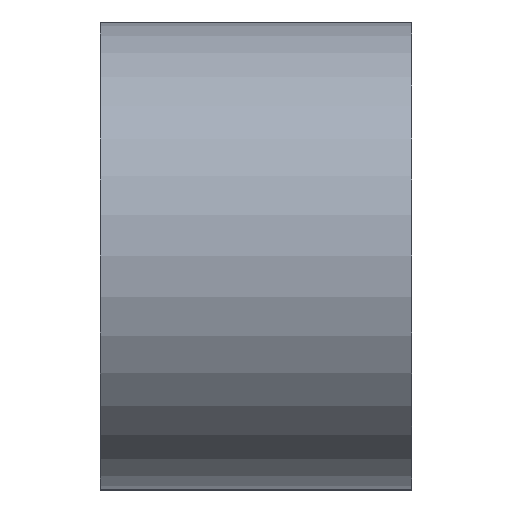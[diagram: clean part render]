
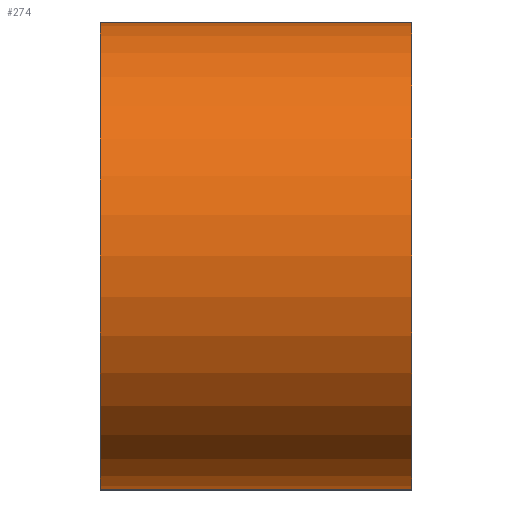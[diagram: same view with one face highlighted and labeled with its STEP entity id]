
A CAD part, left-side view. The second image highlights one B-rep face of the part: STEP entity #274.
In plain terms, the highlighted cylindrical face has radius 4.763 mm (diameter 9.525 mm), a partial arc.
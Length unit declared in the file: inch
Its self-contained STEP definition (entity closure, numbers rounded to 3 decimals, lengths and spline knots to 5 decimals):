
#42 = VERTEX_POINT ( 'NONE', #53 ) ;
#53 = CARTESIAN_POINT ( 'NONE',  ( -2.31, 0.25, -0.1875 ) ) ;
#128 = DIRECTION ( 'NONE',  ( 0., -1., 0. ) ) ;
#165 = CARTESIAN_POINT ( 'NONE',  ( -2.31, 0.25, 0. ) ) ;
#183 = VECTOR ( 'NONE', #422, 39.37008 ) ;
#225 = AXIS2_PLACEMENT_3D ( 'NONE', #463, #128, #749 ) ;
#252 = DIRECTION ( 'NONE',  ( 0., 0., 1. ) ) ;
#254 = DIRECTION ( 'NONE',  ( 0., 1., 0. ) ) ;
#274 = ADVANCED_FACE ( 'NONE', ( #1089 ), #1146, .T. ) ;
#312 = VERTEX_POINT ( 'NONE', #361 ) ;
#322 = DIRECTION ( 'NONE',  ( 0., -1., 0. ) ) ;
#361 = CARTESIAN_POINT ( 'NONE',  ( -2.31, 0.25, 0.1875 ) ) ;
#374 = CIRCLE ( 'NONE', #625, 0.1875 ) ;
#422 = DIRECTION ( 'NONE',  ( 0., -1., 0. ) ) ;
#463 = CARTESIAN_POINT ( 'NONE',  ( -2.31, 0.25, 0. ) ) ;
#557 = EDGE_LOOP ( 'NONE', ( #1108, #639, #936, #736 ) ) ;
#625 = AXIS2_PLACEMENT_3D ( 'NONE', #805, #254, #908 ) ;
#632 = AXIS2_PLACEMENT_3D ( 'NONE', #165, #804, #252 ) ;
#636 = VECTOR ( 'NONE', #322, 39.37008 ) ;
#638 = CARTESIAN_POINT ( 'NONE',  ( -2.31, 0., -0.1875 ) ) ;
#639 = ORIENTED_EDGE ( 'NONE', *, *, #990, .F. ) ;
#736 = ORIENTED_EDGE ( 'NONE', *, *, #972, .T. ) ;
#749 = DIRECTION ( 'NONE',  ( 0., 0., -1. ) ) ;
#800 = CARTESIAN_POINT ( 'NONE',  ( -2.31, 0.25, -0.1875 ) ) ;
#804 = DIRECTION ( 'NONE',  ( 0., 1., 0. ) ) ;
#805 = CARTESIAN_POINT ( 'NONE',  ( -2.31, 0., 0. ) ) ;
#858 = CARTESIAN_POINT ( 'NONE',  ( -2.31, 0., 0.1875 ) ) ;
#866 = VERTEX_POINT ( 'NONE', #858 ) ;
#903 = CARTESIAN_POINT ( 'NONE',  ( -2.31, 0.25, 0.1875 ) ) ;
#908 = DIRECTION ( 'NONE',  ( 0., 0., 1. ) ) ;
#919 = CIRCLE ( 'NONE', #632, 0.1875 ) ;
#936 = ORIENTED_EDGE ( 'NONE', *, *, #975, .F. ) ;
#972 = EDGE_CURVE ( 'NONE', #42, #1136, #1186, .T. ) ;
#975 = EDGE_CURVE ( 'NONE', #42, #312, #919, .T. ) ;
#990 = EDGE_CURVE ( 'NONE', #312, #866, #1157, .T. ) ;
#994 = EDGE_CURVE ( 'NONE', #1136, #866, #374, .T. ) ;
#1089 = FACE_OUTER_BOUND ( 'NONE', #557, .T. ) ;
#1108 = ORIENTED_EDGE ( 'NONE', *, *, #994, .T. ) ;
#1136 = VERTEX_POINT ( 'NONE', #638 ) ;
#1146 = CYLINDRICAL_SURFACE ( 'NONE', #225, 0.1875 ) ;
#1157 = LINE ( 'NONE', #903, #636 ) ;
#1186 = LINE ( 'NONE', #800, #183 ) ;
